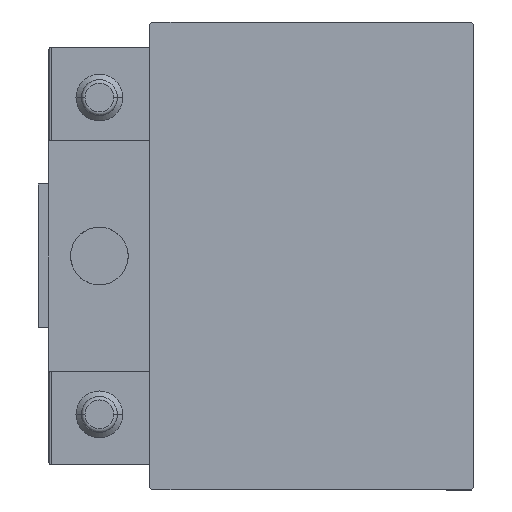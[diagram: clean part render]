
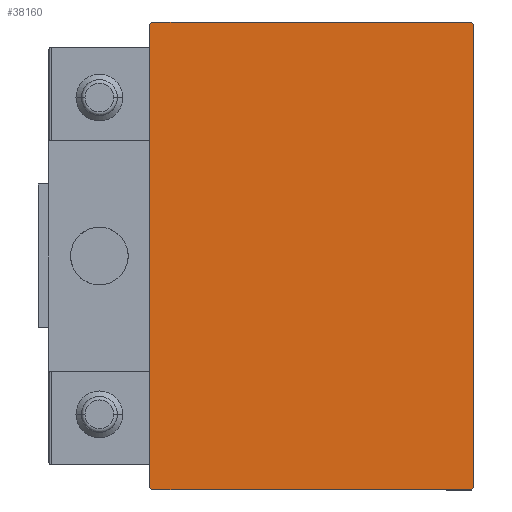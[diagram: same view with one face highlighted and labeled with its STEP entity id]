
A CAD part, left-side view. The second image highlights one B-rep face of the part: STEP entity #38160.
In plain terms, the highlighted face is planar.
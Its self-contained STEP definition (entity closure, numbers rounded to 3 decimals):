
#137 = ORIENTED_EDGE ( 'NONE', *, *, #42473, .T. ) ;
#661 = EDGE_CURVE ( 'NONE', #1198, #28182, #37121, .T. ) ;
#1123 = CARTESIAN_POINT ( 'NONE',  ( 130., 22.2, -32.5 ) ) ;
#1198 = VERTEX_POINT ( 'NONE', #9461 ) ;
#1669 = EDGE_LOOP ( 'NONE', ( #137, #46215, #5902, #38971, #49624, #37356, #35465, #14048 ) ) ;
#3376 = EDGE_CURVE ( 'NONE', #7125, #22809, #18792, .T. ) ;
#5566 = CARTESIAN_POINT ( 'NONE',  ( 130., 22.5, 32.2 ) ) ;
#5902 = ORIENTED_EDGE ( 'NONE', *, *, #3376, .T. ) ;
#6609 = EDGE_CURVE ( 'NONE', #28182, #30153, #23217, .T. ) ;
#7125 = VERTEX_POINT ( 'NONE', #24189 ) ;
#7513 = DIRECTION ( 'NONE',  ( 0., 0.707, 0.707 ) ) ;
#8736 = EDGE_CURVE ( 'NONE', #11646, #13148, #18264, .T. ) ;
#9461 = CARTESIAN_POINT ( 'NONE',  ( 130., 22.2, 32.5 ) ) ;
#9621 = DIRECTION ( 'NONE',  ( 0., 0.707, -0.707 ) ) ;
#9668 = AXIS2_PLACEMENT_3D ( 'NONE', #17535, #22244, #13615 ) ;
#9943 = LINE ( 'NONE', #50047, #51278 ) ;
#11646 = VERTEX_POINT ( 'NONE', #15053 ) ;
#13148 = VERTEX_POINT ( 'NONE', #18071 ) ;
#13308 = CARTESIAN_POINT ( 'NONE',  ( 130., -27.35, -27.35 ) ) ;
#13615 = DIRECTION ( 'NONE',  ( 0., 0., -1. ) ) ;
#14048 = ORIENTED_EDGE ( 'NONE', *, *, #8736, .T. ) ;
#14718 = VECTOR ( 'NONE', #43655, 1000. ) ;
#15053 = CARTESIAN_POINT ( 'NONE',  ( 130., -22.5, -32.2 ) ) ;
#17535 = CARTESIAN_POINT ( 'NONE',  ( 130., 0., 0. ) ) ;
#18071 = CARTESIAN_POINT ( 'NONE',  ( 130., -22.2, -32.5 ) ) ;
#18264 = LINE ( 'NONE', #13308, #21618 ) ;
#18314 = PLANE ( 'NONE',  #9668 ) ;
#18792 = LINE ( 'NONE', #30346, #50483 ) ;
#21618 = VECTOR ( 'NONE', #9621, 1000. ) ;
#21910 = CARTESIAN_POINT ( 'NONE',  ( 130., 22.5, 32.5 ) ) ;
#22244 = DIRECTION ( 'NONE',  ( 1., 0., 0. ) ) ;
#22471 = DIRECTION ( 'NONE',  ( 0., 0., 1. ) ) ;
#22803 = CARTESIAN_POINT ( 'NONE',  ( 130., -22.2, 32.5 ) ) ;
#22809 = VERTEX_POINT ( 'NONE', #5566 ) ;
#23217 = LINE ( 'NONE', #30311, #24063 ) ;
#24063 = VECTOR ( 'NONE', #50220, 1000. ) ;
#24189 = CARTESIAN_POINT ( 'NONE',  ( 130., 22.5, -32.2 ) ) ;
#25576 = DIRECTION ( 'NONE',  ( 0., -1., 0. ) ) ;
#25864 = LINE ( 'NONE', #42107, #29812 ) ;
#25991 = EDGE_CURVE ( 'NONE', #37170, #7125, #9943, .T. ) ;
#26020 = VECTOR ( 'NONE', #25576, 1000. ) ;
#27580 = DIRECTION ( 'NONE',  ( 0., 0., -1. ) ) ;
#28182 = VERTEX_POINT ( 'NONE', #22803 ) ;
#29812 = VECTOR ( 'NONE', #46307, 1000. ) ;
#30153 = VERTEX_POINT ( 'NONE', #47724 ) ;
#30311 = CARTESIAN_POINT ( 'NONE',  ( 130., -27.35, 27.35 ) ) ;
#30346 = CARTESIAN_POINT ( 'NONE',  ( 130., 22.5, -32.5 ) ) ;
#30526 = VECTOR ( 'NONE', #27580, 1000. ) ;
#32012 = CARTESIAN_POINT ( 'NONE',  ( 130., -22.5, 32.5 ) ) ;
#35465 = ORIENTED_EDGE ( 'NONE', *, *, #36252, .T. ) ;
#36252 = EDGE_CURVE ( 'NONE', #30153, #11646, #47489, .T. ) ;
#36296 = CARTESIAN_POINT ( 'NONE',  ( 130., -22.5, -32.5 ) ) ;
#37121 = LINE ( 'NONE', #21910, #26020 ) ;
#37170 = VERTEX_POINT ( 'NONE', #1123 ) ;
#37356 = ORIENTED_EDGE ( 'NONE', *, *, #6609, .T. ) ;
#38160 = ADVANCED_FACE ( 'NONE', ( #42162 ), #18314, .T. ) ;
#38971 = ORIENTED_EDGE ( 'NONE', *, *, #39269, .T. ) ;
#39269 = EDGE_CURVE ( 'NONE', #22809, #1198, #25864, .T. ) ;
#42107 = CARTESIAN_POINT ( 'NONE',  ( 130., 27.35, 27.35 ) ) ;
#42162 = FACE_OUTER_BOUND ( 'NONE', #1669, .T. ) ;
#42473 = EDGE_CURVE ( 'NONE', #13148, #37170, #43913, .T. ) ;
#43655 = DIRECTION ( 'NONE',  ( 0., 1., 0. ) ) ;
#43913 = LINE ( 'NONE', #36296, #14718 ) ;
#46215 = ORIENTED_EDGE ( 'NONE', *, *, #25991, .T. ) ;
#46307 = DIRECTION ( 'NONE',  ( 0., -0.707, 0.707 ) ) ;
#47489 = LINE ( 'NONE', #32012, #30526 ) ;
#47724 = CARTESIAN_POINT ( 'NONE',  ( 130., -22.5, 32.2 ) ) ;
#49624 = ORIENTED_EDGE ( 'NONE', *, *, #661, .T. ) ;
#50047 = CARTESIAN_POINT ( 'NONE',  ( 130., 27.35, -27.35 ) ) ;
#50220 = DIRECTION ( 'NONE',  ( 0., -0.707, -0.707 ) ) ;
#50483 = VECTOR ( 'NONE', #22471, 1000. ) ;
#51278 = VECTOR ( 'NONE', #7513, 1000. ) ;
